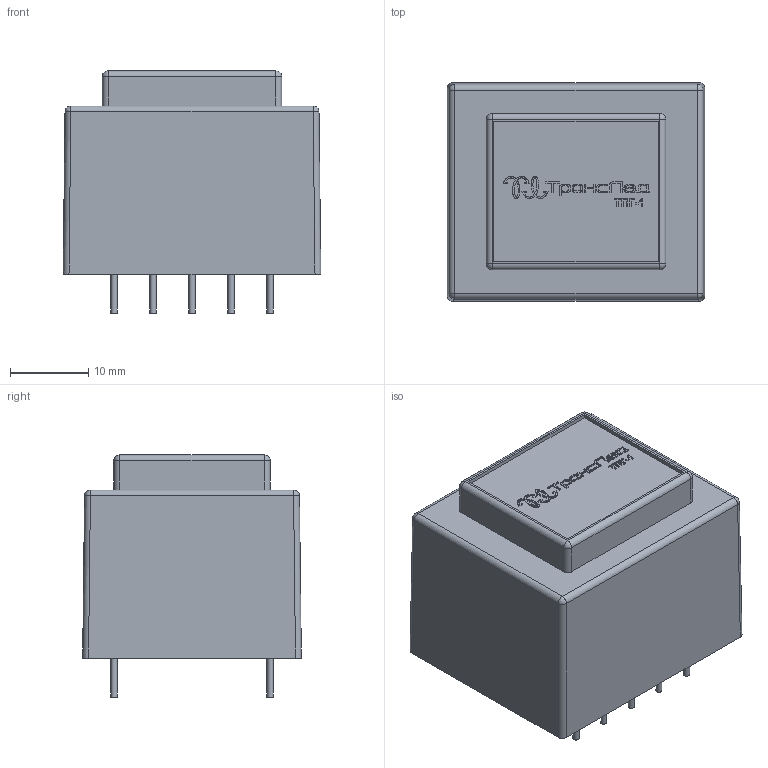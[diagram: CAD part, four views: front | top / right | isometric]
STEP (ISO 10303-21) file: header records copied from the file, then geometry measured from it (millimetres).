
FILE_DESCRIPTION(/* description */ (''),/* implementation_level */ '2;1');
FILE_NAME(/* name */ 'TPG-1.step',/* time_stamp */ '2022-11-06T12:33:32+03:00',/* author */ (''),/* organization */ (''),/* preprocessor_version */ 'ST-DEVELOPER v19.2',/* originating_system */ 'Autodesk Translation Framework v11.17.0.187',/* authorisation */ '');
FILE_SCHEMA (('AUTOMOTIVE_DESIGN { 1 0 10303 214 3 1 1 }'));
Length unit declared in the file: millimetre
Products named in the file (1): TPG-1
Bounding box: 33 x 28 x 31 mm (x, y, z)
Volume: 21012.9 mm3; surface area: 5002.6 mm2
Topology: 31 solids, 31 shells, 551 faces, 1434 edges, 948 vertices
Faces by surface type: plane 283, bspline 223, cylinder 37, sphere 8
Full cylindrical faces by diameter (mm): 0.8 x10
Entity records: 17748 total; most frequent: CARTESIAN_POINT 5937, ORIENTED_EDGE 2868, DIRECTION 1800, EDGE_CURVE 1434, VERTEX_POINT 948, LINE 914, VECTOR 914, EDGE_LOOP 568
